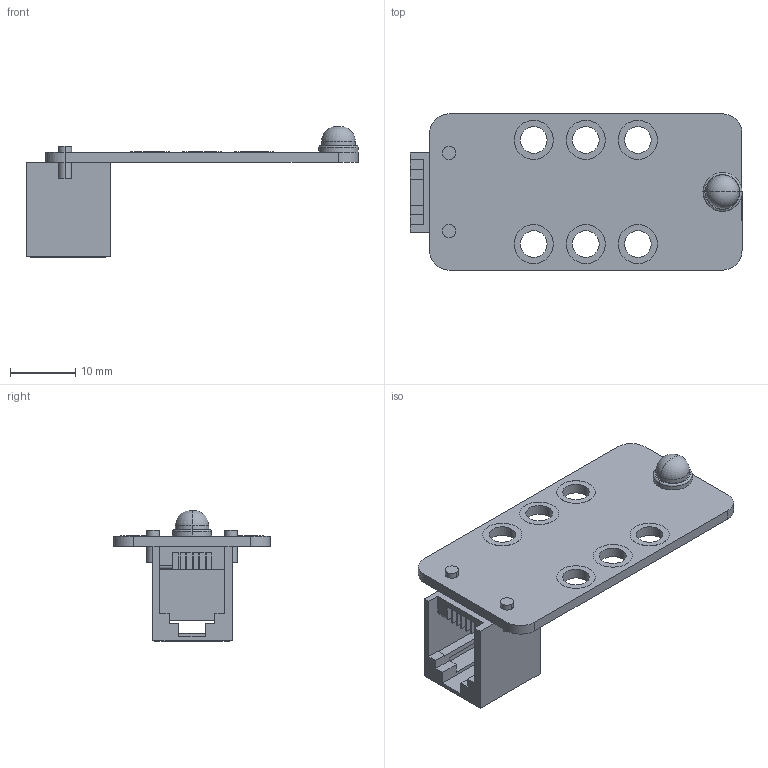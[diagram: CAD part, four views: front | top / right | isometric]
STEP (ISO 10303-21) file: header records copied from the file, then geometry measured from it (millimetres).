
FILE_DESCRIPTION (( 'STEP AP214' ), '1' );
FILE_NAME ('Me Light Sensor V1.0.step', '2016-10-28T06:59:00', ( 'dell' ), ( '' ), 'SwSTEP 2.0', 'SolidWorks 2013', '' );
FILE_SCHEMA (( 'AUTOMOTIVE_DESIGN' ));
Length unit declared in the file: millimetre
Products named in the file (1): Me Light Sensor V1.0
Bounding box: 51 x 24 x 20.12 mm (x, y, z)
Surface area: 4214.6 mm2 (no closed solid volume)
Topology: 0 solids, 4 shells, 143 faces, 417 edges, 281 vertices
Faces by surface type: plane 82, cylinder 57, torus 4
Entity records: 6342 total; most frequent: CARTESIAN_POINT 840, DIRECTION 835, ORIENTED_EDGE 760, EDGE_CURVE 415, LINE 283, VECTOR 283, VERTEX_POINT 281, AXIS2_PLACEMENT_3D 276
